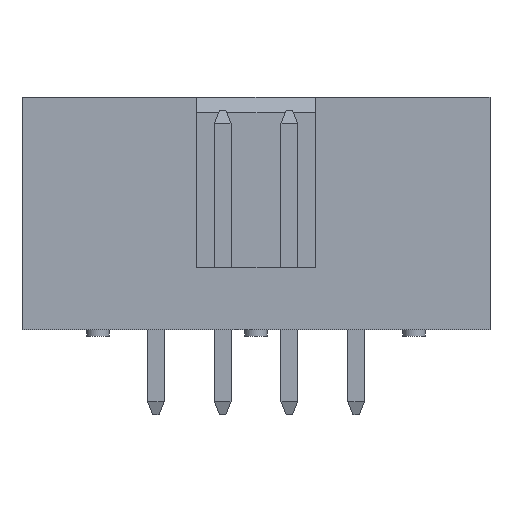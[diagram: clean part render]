
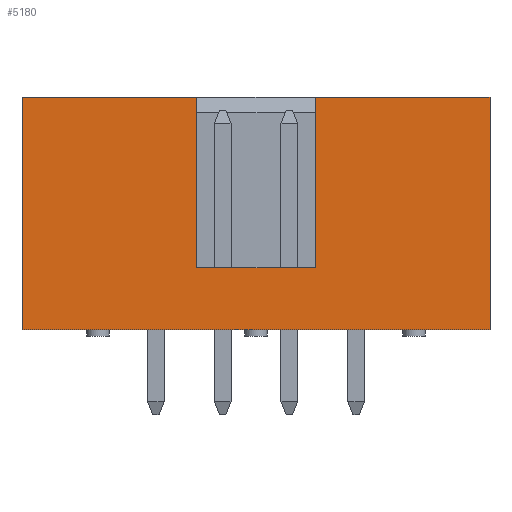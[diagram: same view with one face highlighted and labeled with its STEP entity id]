
A CAD part, left-side view. The second image highlights one B-rep face of the part: STEP entity #5180.
In plain terms, the highlighted face is planar.
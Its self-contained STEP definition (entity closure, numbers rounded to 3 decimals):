
#669=ORIENTED_EDGE('',*,*,#1323,.F.);
#670=ORIENTED_EDGE('',*,*,#1344,.T.);
#671=ORIENTED_EDGE('',*,*,#1325,.T.);
#672=ORIENTED_EDGE('',*,*,#1308,.F.);
#673=ORIENTED_EDGE('',*,*,#1394,.F.);
#674=ORIENTED_EDGE('',*,*,#1398,.F.);
#675=ORIENTED_EDGE('',*,*,#1204,.F.);
#676=ORIENTED_EDGE('',*,*,#1311,.F.);
#1204=EDGE_CURVE('',#1633,#1626,#1995,.T.);
#1308=EDGE_CURVE('',#1699,#1700,#2083,.T.);
#1311=EDGE_CURVE('',#1701,#1633,#2086,.T.);
#1323=EDGE_CURVE('',#1710,#1701,#2098,.T.);
#1325=EDGE_CURVE('',#1712,#1700,#2100,.T.);
#1344=EDGE_CURVE('',#1710,#1712,#2119,.T.);
#1394=EDGE_CURVE('',#1762,#1699,#2167,.T.);
#1398=EDGE_CURVE('',#1626,#1762,#2171,.T.);
#1626=VERTEX_POINT('',#6793);
#1633=VERTEX_POINT('',#6806);
#1699=VERTEX_POINT('',#7027);
#1700=VERTEX_POINT('',#7029);
#1701=VERTEX_POINT('',#7032);
#1710=VERTEX_POINT('',#7056);
#1712=VERTEX_POINT('',#7062);
#1762=VERTEX_POINT('',#7194);
#1995=LINE('',#6807,#2470);
#2083=LINE('',#7028,#2558);
#2086=LINE('',#7033,#2561);
#2098=LINE('',#7057,#2573);
#2100=LINE('',#7061,#2575);
#2119=LINE('',#7099,#2594);
#2167=LINE('',#7195,#2642);
#2171=LINE('',#7202,#2646);
#2470=VECTOR('',#5820,1000.);
#2558=VECTOR('',#6042,1000.);
#2561=VECTOR('',#6045,1000.);
#2573=VECTOR('',#6063,1000.);
#2575=VECTOR('',#6067,1000.);
#2594=VECTOR('',#6090,1000.);
#2642=VECTOR('',#6166,1000.);
#2646=VECTOR('',#6174,1000.);
#2935=EDGE_LOOP('',(#669,#670,#671,#672,#673,#674,#675,#676));
#3184=FACE_BOUND('',#2935,.T.);
#3410=PLANE('',#5426);
#5180=ADVANCED_FACE('',(#3184),#3410,.F.);
#5426=AXIS2_PLACEMENT_3D('',#7201,#6172,#6173);
#5820=DIRECTION('',(0.,0.,-1.));
#6042=DIRECTION('',(1.,0.,0.));
#6045=DIRECTION('',(1.,0.,0.));
#6063=DIRECTION('',(0.,0.,1.));
#6067=DIRECTION('',(0.,0.,1.));
#6090=DIRECTION('',(-1.,0.,0.));
#6166=DIRECTION('',(0.,0.,1.));
#6172=DIRECTION('',(0.,1.,0.));
#6173=DIRECTION('',(0.,0.,1.));
#6174=DIRECTION('',(-1.,0.,0.));
#6793=CARTESIAN_POINT('',(8.91,-4.425,-4.425));
#6806=CARTESIAN_POINT('',(8.91,-4.425,4.425));
#6807=CARTESIAN_POINT('',(8.91,-4.425,4.425));
#7027=CARTESIAN_POINT('',(-8.91,-4.425,4.425));
#7028=CARTESIAN_POINT('',(-8.91,-4.425,4.425));
#7029=CARTESIAN_POINT('',(-2.25,-4.425,4.425));
#7032=CARTESIAN_POINT('',(2.25,-4.425,4.425));
#7033=CARTESIAN_POINT('',(-8.91,-4.425,4.425));
#7056=CARTESIAN_POINT('',(2.25,-4.425,-2.075));
#7057=CARTESIAN_POINT('',(2.25,-4.425,-2.075));
#7061=CARTESIAN_POINT('',(-2.25,-4.425,-2.075));
#7062=CARTESIAN_POINT('',(-2.25,-4.425,-2.075));
#7099=CARTESIAN_POINT('',(2.25,-4.425,-2.075));
#7194=CARTESIAN_POINT('',(-8.91,-4.425,-4.425));
#7195=CARTESIAN_POINT('',(-8.91,-4.425,-4.425));
#7201=CARTESIAN_POINT('',(0.,-4.425,0.));
#7202=CARTESIAN_POINT('',(8.91,-4.425,-4.425));
